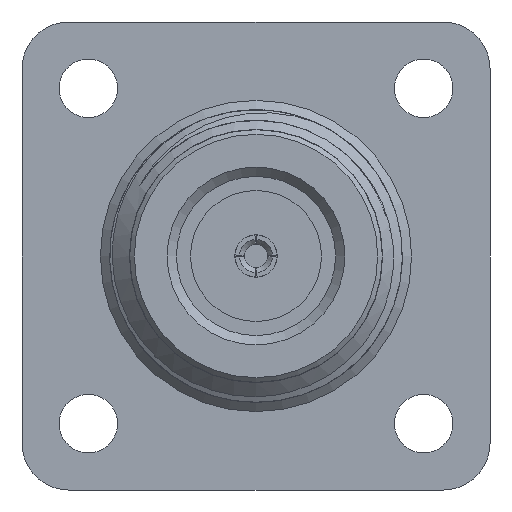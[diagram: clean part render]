
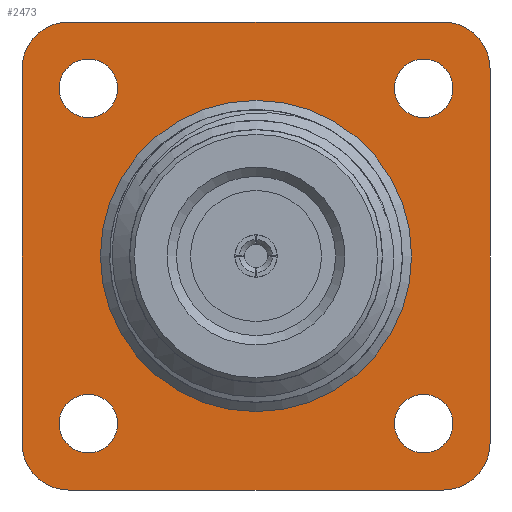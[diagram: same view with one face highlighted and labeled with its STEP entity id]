
A CAD part, left-side view. The second image highlights one B-rep face of the part: STEP entity #2473.
In plain terms, the highlighted planar face has unit normal (-1, 0, 0).
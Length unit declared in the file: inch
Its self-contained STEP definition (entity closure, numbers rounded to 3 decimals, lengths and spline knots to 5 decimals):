
#3 = FACE_BOUND ( 'NONE', #2947, .T. ) ;
#91 = CARTESIAN_POINT ( 'NONE',  ( 0.646, -0.35827, 0.42077 ) ) ;
#169 = AXIS2_PLACEMENT_3D ( 'NONE', #2515, #554, #2161 ) ;
#289 = DIRECTION ( 'NONE',  ( 0., 0., -1. ) ) ;
#359 = VERTEX_POINT ( 'NONE', #91 ) ;
#366 = AXIS2_PLACEMENT_3D ( 'NONE', #1459, #1777, #3084 ) ;
#441 = CIRCLE ( 'NONE', #506, 0.0625 ) ;
#470 = LINE ( 'NONE', #2940, #3531 ) ;
#499 = ORIENTED_EDGE ( 'NONE', *, *, #3264, .F. ) ;
#506 = AXIS2_PLACEMENT_3D ( 'NONE', #1741, #3720, #4032 ) ;
#520 = EDGE_CURVE ( 'NONE', #717, #1109, #1574, .T. ) ;
#533 = LINE ( 'NONE', #2560, #698 ) ;
#554 = DIRECTION ( 'NONE',  ( -1., 0., 0. ) ) ;
#617 = DIRECTION ( 'NONE',  ( 0., 0., -1. ) ) ;
#624 = CIRCLE ( 'NONE', #3831, 0.1 ) ;
#646 = DIRECTION ( 'NONE',  ( 0., 0., 1. ) ) ;
#698 = VECTOR ( 'NONE', #617, 39.37008 ) ;
#702 = AXIS2_PLACEMENT_3D ( 'NONE', #2928, #2267, #289 ) ;
#717 = VERTEX_POINT ( 'NONE', #1339 ) ;
#818 = DIRECTION ( 'NONE',  ( 1., 0., 0. ) ) ;
#830 = VERTEX_POINT ( 'NONE', #3955 ) ;
#831 = CARTESIAN_POINT ( 'NONE',  ( 0.646, -0.4, 0.4 ) ) ;
#846 = ORIENTED_EDGE ( 'NONE', *, *, #2843, .T. ) ;
#886 = EDGE_CURVE ( 'NONE', #1089, #1089, #3561, .T. ) ;
#907 = CIRCLE ( 'NONE', #366, 0.0625 ) ;
#936 = VERTEX_POINT ( 'NONE', #1419 ) ;
#944 = VERTEX_POINT ( 'NONE', #2764 ) ;
#968 = DIRECTION ( 'NONE',  ( -1., 0., 0. ) ) ;
#979 = AXIS2_PLACEMENT_3D ( 'NONE', #3909, #2297, #646 ) ;
#981 = DIRECTION ( 'NONE',  ( 0., 0., -1. ) ) ;
#997 = FACE_BOUND ( 'NONE', #1689, .T. ) ;
#1051 = CARTESIAN_POINT ( 'NONE',  ( 0.646, -0.35827, -0.29577 ) ) ;
#1089 = VERTEX_POINT ( 'NONE', #3662 ) ;
#1109 = VERTEX_POINT ( 'NONE', #4126 ) ;
#1126 = CARTESIAN_POINT ( 'NONE',  ( 0.646, -0.5, -0.5 ) ) ;
#1151 = EDGE_LOOP ( 'NONE', ( #3993 ) ) ;
#1261 = VECTOR ( 'NONE', #2466, 39.37008 ) ;
#1312 = DIRECTION ( 'NONE',  ( 0., 0., -1. ) ) ;
#1339 = CARTESIAN_POINT ( 'NONE',  ( 0.646, -0.4, -0.5 ) ) ;
#1419 = CARTESIAN_POINT ( 'NONE',  ( 0.646, -0.5, 0.4 ) ) ;
#1459 = CARTESIAN_POINT ( 'NONE',  ( 0.646, -0.35827, 0.35827 ) ) ;
#1485 = ORIENTED_EDGE ( 'NONE', *, *, #4070, .T. ) ;
#1489 = VERTEX_POINT ( 'NONE', #2663 ) ;
#1521 = EDGE_LOOP ( 'NONE', ( #3892 ) ) ;
#1534 = CARTESIAN_POINT ( 'NONE',  ( 0.646, 0.5, 0.4 ) ) ;
#1574 = CIRCLE ( 'NONE', #702, 0.1 ) ;
#1599 = ORIENTED_EDGE ( 'NONE', *, *, #3976, .T. ) ;
#1608 = EDGE_CURVE ( 'NONE', #2810, #2810, #441, .T. ) ;
#1612 = ORIENTED_EDGE ( 'NONE', *, *, #1608, .F. ) ;
#1634 = CARTESIAN_POINT ( 'NONE',  ( 0.646, 0., 0. ) ) ;
#1676 = CIRCLE ( 'NONE', #3616, 0.0625 ) ;
#1689 = EDGE_LOOP ( 'NONE', ( #499 ) ) ;
#1714 = EDGE_CURVE ( 'NONE', #1109, #936, #3751, .T. ) ;
#1741 = CARTESIAN_POINT ( 'NONE',  ( 0.646, 0.35827, 0.35827 ) ) ;
#1777 = DIRECTION ( 'NONE',  ( -1., 0., 0. ) ) ;
#1796 = ORIENTED_EDGE ( 'NONE', *, *, #520, .T. ) ;
#1818 = ORIENTED_EDGE ( 'NONE', *, *, #3345, .T. ) ;
#1823 = EDGE_CURVE ( 'NONE', #830, #830, #2732, .T. ) ;
#1829 = CARTESIAN_POINT ( 'NONE',  ( 0.646, 0.4, -0.5 ) ) ;
#1851 = ORIENTED_EDGE ( 'NONE', *, *, #1714, .T. ) ;
#2005 = EDGE_CURVE ( 'NONE', #359, #359, #907, .T. ) ;
#2009 = VECTOR ( 'NONE', #2773, 39.37008 ) ;
#2161 = DIRECTION ( 'NONE',  ( 0., 0., -1. ) ) ;
#2175 = CARTESIAN_POINT ( 'NONE',  ( 0.646, 0.5, -0.4 ) ) ;
#2199 = FACE_BOUND ( 'NONE', #1521, .T. ) ;
#2267 = DIRECTION ( 'NONE',  ( -1., 0., 0. ) ) ;
#2297 = DIRECTION ( 'NONE',  ( -1., 0., 0. ) ) ;
#2312 = CARTESIAN_POINT ( 'NONE',  ( 0.646, 0.35827, 0.42077 ) ) ;
#2335 = EDGE_LOOP ( 'NONE', ( #2386 ) ) ;
#2386 = ORIENTED_EDGE ( 'NONE', *, *, #886, .F. ) ;
#2466 = DIRECTION ( 'NONE',  ( 0., 1., 0. ) ) ;
#2473 = ADVANCED_FACE ( 'NONE', ( #2199, #3790, #3, #3748, #997, #3691 ), #3387, .F. ) ;
#2515 = CARTESIAN_POINT ( 'NONE',  ( 0.646, 0.4, -0.4 ) ) ;
#2560 = CARTESIAN_POINT ( 'NONE',  ( 0.646, 0.5, -0.5 ) ) ;
#2590 = DIRECTION ( 'NONE',  ( -1., 0., 0. ) ) ;
#2629 = DIRECTION ( 'NONE',  ( 1., 0., 0. ) ) ;
#2663 = CARTESIAN_POINT ( 'NONE',  ( 0.646, -0.4, 0.5 ) ) ;
#2705 = EDGE_CURVE ( 'NONE', #1489, #944, #3646, .T. ) ;
#2732 = CIRCLE ( 'NONE', #3003, 0.3325 ) ;
#2759 = DIRECTION ( 'NONE',  ( 0., 0., -1. ) ) ;
#2764 = CARTESIAN_POINT ( 'NONE',  ( 0.646, 0.4, 0.5 ) ) ;
#2773 = DIRECTION ( 'NONE',  ( 0., 0., 1. ) ) ;
#2775 = VERTEX_POINT ( 'NONE', #1534 ) ;
#2810 = VERTEX_POINT ( 'NONE', #2312 ) ;
#2833 = ORIENTED_EDGE ( 'NONE', *, *, #3423, .T. ) ;
#2843 = EDGE_CURVE ( 'NONE', #2775, #3193, #533, .T. ) ;
#2926 = CARTESIAN_POINT ( 'NONE',  ( 0.646, -0.35827, -0.35827 ) ) ;
#2928 = CARTESIAN_POINT ( 'NONE',  ( 0.646, -0.4, -0.4 ) ) ;
#2940 = CARTESIAN_POINT ( 'NONE',  ( 0.646, -0.5, -0.5 ) ) ;
#2947 = EDGE_LOOP ( 'NONE', ( #1612 ) ) ;
#3003 = AXIS2_PLACEMENT_3D ( 'NONE', #1634, #2629, #981 ) ;
#3060 = VERTEX_POINT ( 'NONE', #1829 ) ;
#3084 = DIRECTION ( 'NONE',  ( 0., 0., 1. ) ) ;
#3086 = AXIS2_PLACEMENT_3D ( 'NONE', #831, #4046, #2759 ) ;
#3193 = VERTEX_POINT ( 'NONE', #2175 ) ;
#3241 = DIRECTION ( 'NONE',  ( 0., 0., 1. ) ) ;
#3264 = EDGE_CURVE ( 'NONE', #4074, #4074, #1676, .T. ) ;
#3287 = CARTESIAN_POINT ( 'NONE',  ( 0.646, 0.4, 0.4 ) ) ;
#3313 = DIRECTION ( 'NONE',  ( 0., -1., 0. ) ) ;
#3345 = EDGE_CURVE ( 'NONE', #944, #2775, #624, .T. ) ;
#3387 = PLANE ( 'NONE',  #3753 ) ;
#3423 = EDGE_CURVE ( 'NONE', #3060, #717, #470, .T. ) ;
#3531 = VECTOR ( 'NONE', #3313, 39.37008 ) ;
#3561 = CIRCLE ( 'NONE', #979, 0.0625 ) ;
#3616 = AXIS2_PLACEMENT_3D ( 'NONE', #2926, #968, #3241 ) ;
#3646 = LINE ( 'NONE', #4084, #1261 ) ;
#3662 = CARTESIAN_POINT ( 'NONE',  ( 0.646, 0.35827, -0.29577 ) ) ;
#3681 = CIRCLE ( 'NONE', #3086, 0.1 ) ;
#3691 = FACE_BOUND ( 'NONE', #1151, .T. ) ;
#3720 = DIRECTION ( 'NONE',  ( -1., 0., 0. ) ) ;
#3724 = DIRECTION ( 'NONE',  ( 0., 0., -1. ) ) ;
#3748 = FACE_BOUND ( 'NONE', #2335, .T. ) ;
#3751 = LINE ( 'NONE', #1126, #2009 ) ;
#3753 = AXIS2_PLACEMENT_3D ( 'NONE', #4024, #818, #3724 ) ;
#3790 = FACE_OUTER_BOUND ( 'NONE', #4069, .T. ) ;
#3831 = AXIS2_PLACEMENT_3D ( 'NONE', #3287, #2590, #1312 ) ;
#3874 = CIRCLE ( 'NONE', #169, 0.1 ) ;
#3892 = ORIENTED_EDGE ( 'NONE', *, *, #1823, .T. ) ;
#3909 = CARTESIAN_POINT ( 'NONE',  ( 0.646, 0.35827, -0.35827 ) ) ;
#3955 = CARTESIAN_POINT ( 'NONE',  ( 0.646, 0., -0.3325 ) ) ;
#3976 = EDGE_CURVE ( 'NONE', #936, #1489, #3681, .T. ) ;
#3993 = ORIENTED_EDGE ( 'NONE', *, *, #2005, .F. ) ;
#4024 = CARTESIAN_POINT ( 'NONE',  ( 0.646, 0., 0. ) ) ;
#4032 = DIRECTION ( 'NONE',  ( 0., 0., 1. ) ) ;
#4046 = DIRECTION ( 'NONE',  ( -1., 0., 0. ) ) ;
#4069 = EDGE_LOOP ( 'NONE', ( #1851, #1599, #4152, #1818, #846, #1485, #2833, #1796 ) ) ;
#4070 = EDGE_CURVE ( 'NONE', #3193, #3060, #3874, .T. ) ;
#4074 = VERTEX_POINT ( 'NONE', #1051 ) ;
#4084 = CARTESIAN_POINT ( 'NONE',  ( 0.646, -0.5, 0.5 ) ) ;
#4126 = CARTESIAN_POINT ( 'NONE',  ( 0.646, -0.5, -0.4 ) ) ;
#4152 = ORIENTED_EDGE ( 'NONE', *, *, #2705, .T. ) ;
